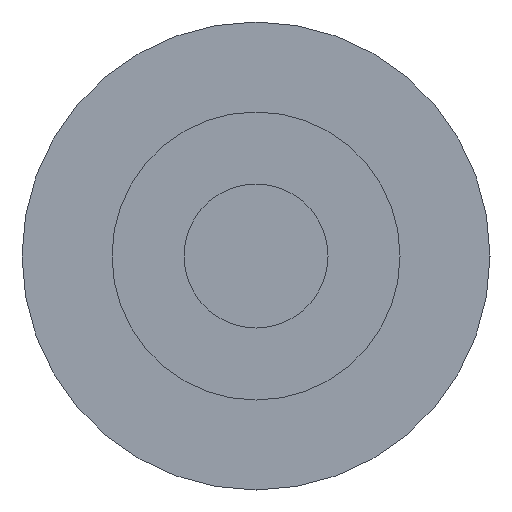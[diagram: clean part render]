
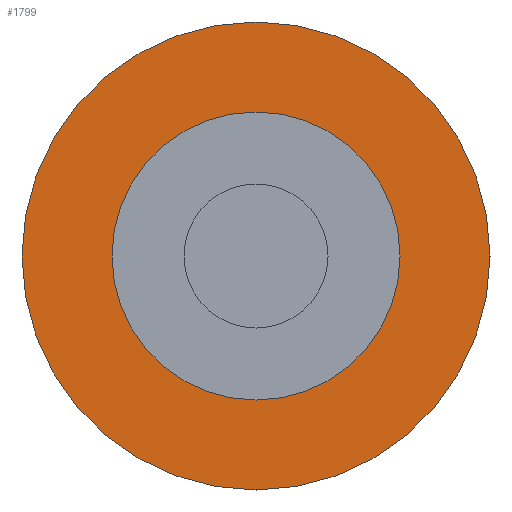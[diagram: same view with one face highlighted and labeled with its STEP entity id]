
A CAD part, front view. The second image highlights one B-rep face of the part: STEP entity #1799.
In plain terms, the highlighted planar face has unit normal (0, -1, 0).
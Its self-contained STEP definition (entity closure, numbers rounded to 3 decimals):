
#6 = CARTESIAN_POINT ( 'NONE',  ( 0., 0., 0. ) ) ;
#44 = CARTESIAN_POINT ( 'NONE',  ( 0., 0., -6. ) ) ;
#75 = AXIS2_PLACEMENT_3D ( 'NONE', #6, #585, #1839 ) ;
#126 = AXIS2_PLACEMENT_3D ( 'NONE', #2203, #1507, #556 ) ;
#189 = PLANE ( 'NONE',  #1941 ) ;
#394 = CIRCLE ( 'NONE', #448, 9.75 ) ;
#399 = VERTEX_POINT ( 'NONE', #1636 ) ;
#448 = AXIS2_PLACEMENT_3D ( 'NONE', #1458, #1661, #554 ) ;
#465 = CIRCLE ( 'NONE', #2025, 6. ) ;
#508 = EDGE_CURVE ( 'NONE', #1460, #1544, #1598, .T. ) ;
#554 = DIRECTION ( 'NONE',  ( 0., 0., -1. ) ) ;
#556 = DIRECTION ( 'NONE',  ( 0., 0., -1. ) ) ;
#570 = CARTESIAN_POINT ( 'NONE',  ( 0., 0., -9.75 ) ) ;
#585 = DIRECTION ( 'NONE',  ( 0., -1., 0. ) ) ;
#680 = VERTEX_POINT ( 'NONE', #44 ) ;
#717 = ORIENTED_EDGE ( 'NONE', *, *, #1803, .T. ) ;
#750 = CIRCLE ( 'NONE', #75, 6. ) ;
#772 = EDGE_LOOP ( 'NONE', ( #1670, #717 ) ) ;
#808 = CARTESIAN_POINT ( 'NONE',  ( 0., 0., 9.75 ) ) ;
#901 = DIRECTION ( 'NONE',  ( 0., 0., -1. ) ) ;
#986 = ORIENTED_EDGE ( 'NONE', *, *, #1400, .F. ) ;
#1056 = EDGE_CURVE ( 'NONE', #680, #399, #750, .T. ) ;
#1210 = FACE_OUTER_BOUND ( 'NONE', #772, .T. ) ;
#1400 = EDGE_CURVE ( 'NONE', #399, #680, #465, .T. ) ;
#1458 = CARTESIAN_POINT ( 'NONE',  ( 0., 0., 0. ) ) ;
#1460 = VERTEX_POINT ( 'NONE', #570 ) ;
#1507 = DIRECTION ( 'NONE',  ( 0., -1., 0. ) ) ;
#1540 = EDGE_LOOP ( 'NONE', ( #1973, #986 ) ) ;
#1544 = VERTEX_POINT ( 'NONE', #808 ) ;
#1598 = CIRCLE ( 'NONE', #126, 9.75 ) ;
#1636 = CARTESIAN_POINT ( 'NONE',  ( 0., 0., 6. ) ) ;
#1650 = DIRECTION ( 'NONE',  ( 0., 0., 1. ) ) ;
#1651 = DIRECTION ( 'NONE',  ( 0., -1., 0. ) ) ;
#1661 = DIRECTION ( 'NONE',  ( 0., -1., 0. ) ) ;
#1670 = ORIENTED_EDGE ( 'NONE', *, *, #508, .T. ) ;
#1799 = ADVANCED_FACE ( 'NONE', ( #1869, #1210 ), #189, .F. ) ;
#1803 = EDGE_CURVE ( 'NONE', #1544, #1460, #394, .T. ) ;
#1835 = CARTESIAN_POINT ( 'NONE',  ( 0., 0., 0. ) ) ;
#1839 = DIRECTION ( 'NONE',  ( 0., 0., -1. ) ) ;
#1869 = FACE_BOUND ( 'NONE', #1540, .T. ) ;
#1941 = AXIS2_PLACEMENT_3D ( 'NONE', #2381, #2371, #1650 ) ;
#1973 = ORIENTED_EDGE ( 'NONE', *, *, #1056, .F. ) ;
#2025 = AXIS2_PLACEMENT_3D ( 'NONE', #1835, #1651, #901 ) ;
#2203 = CARTESIAN_POINT ( 'NONE',  ( 0., 0., 0. ) ) ;
#2371 = DIRECTION ( 'NONE',  ( 0., 1., 0. ) ) ;
#2381 = CARTESIAN_POINT ( 'NONE',  ( -6., 0., 0. ) ) ;
